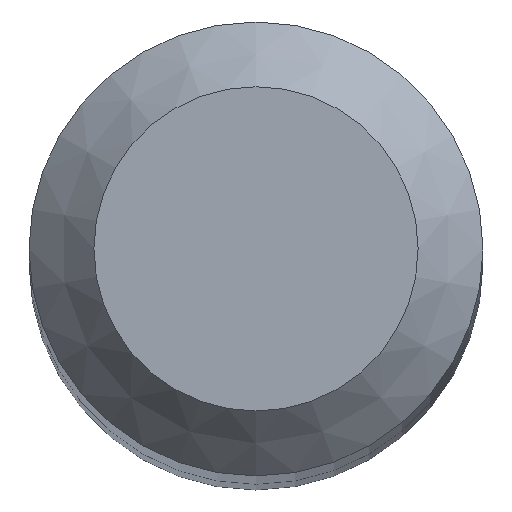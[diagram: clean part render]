
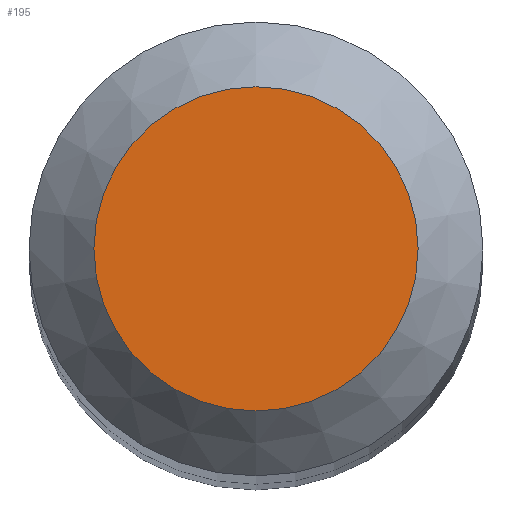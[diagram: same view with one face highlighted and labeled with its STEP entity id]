
A CAD part, top view. The second image highlights one B-rep face of the part: STEP entity #195.
In plain terms, the highlighted planar face has unit normal (0, 0, 1).
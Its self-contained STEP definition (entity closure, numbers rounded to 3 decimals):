
#33 = EDGE_CURVE ( 'NONE', #176, #176, #94, .T. ) ;
#79 = DIRECTION ( 'NONE',  ( 0., 0., -1. ) ) ;
#82 = AXIS2_PLACEMENT_3D ( 'NONE', #151, #79, #129 ) ;
#86 = AXIS2_PLACEMENT_3D ( 'NONE', #95, #93, #194 ) ;
#93 = DIRECTION ( 'NONE',  ( 0., 0., -1. ) ) ;
#94 = CIRCLE ( 'NONE', #86, 0.75 ) ;
#95 = CARTESIAN_POINT ( 'NONE',  ( 0., 0., 38. ) ) ;
#96 = ORIENTED_EDGE ( 'NONE', *, *, #33, .F. ) ;
#98 = PLANE ( 'NONE',  #82 ) ;
#115 = CARTESIAN_POINT ( 'NONE',  ( 0., 0.75, 38. ) ) ;
#126 = EDGE_LOOP ( 'NONE', ( #96 ) ) ;
#129 = DIRECTION ( 'NONE',  ( 0., 1., 0. ) ) ;
#133 = FACE_OUTER_BOUND ( 'NONE', #126, .T. ) ;
#151 = CARTESIAN_POINT ( 'NONE',  ( 0., 0., 38. ) ) ;
#176 = VERTEX_POINT ( 'NONE', #115 ) ;
#194 = DIRECTION ( 'NONE',  ( 0., 1., 0. ) ) ;
#195 = ADVANCED_FACE ( 'NONE', ( #133 ), #98, .F. ) ;
